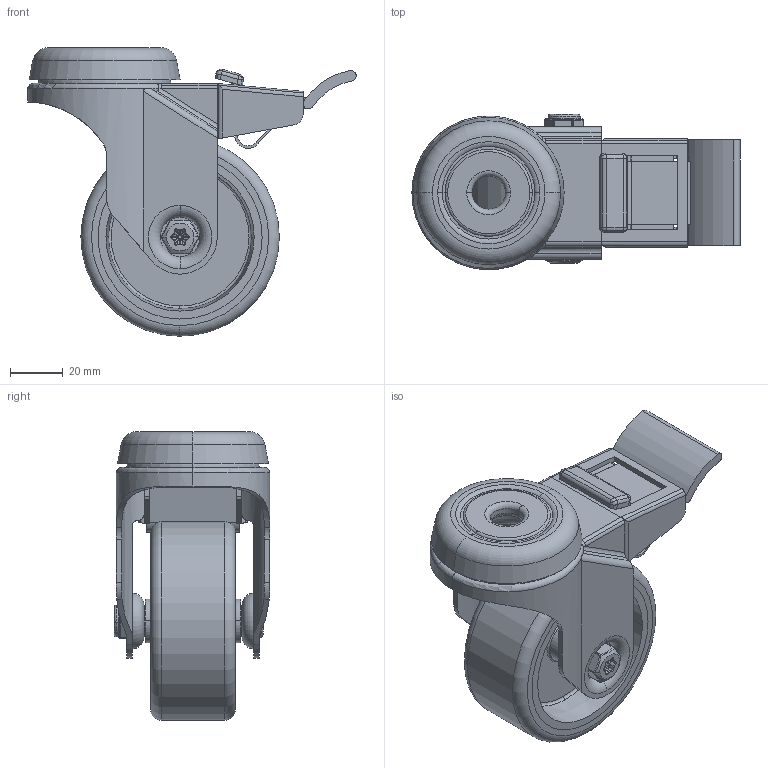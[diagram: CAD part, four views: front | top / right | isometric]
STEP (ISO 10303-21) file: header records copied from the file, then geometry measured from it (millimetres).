
FILE_DESCRIPTION(('STEP AP203'),'1');
FILE_NAME('BZM75GRBH12SWB.STEP','2023-06-05T13:28:47',(' '),(' '),'Spatial InterOp 3D',' ',' ');
FILE_SCHEMA(('CONFIG_CONTROL_DESIGN'));
Length unit declared in the file: metre
Products named in the file (18): BZM75ASBH12SWB; ZINC PLATED PRESSED STEEL HEAD; ZINC PLATED PRESSED STEEL FORKS; ZINC PLATED PRESSED STEEL BRAKE; BRAKE PAD; NYLON BRAKE PEDAL; BZM75GRBH12SWB; BZM75WGR; RUBBER TYRE; POLYPROPYLENE RIM; TUBEM10X37; ZINC PLATED AXLE TUBE; BOLTBZM8MM; ZINC PLATED AXLE BOLT; NYLOC NUT; NUT; RUBBER; NYLOCM8Z
Assembly tree (17 placements, depth 4):
  BZM75GRBH12SWB
    BZM75ASBH12SWB
      ZINC PLATED PRESSED STEEL HEAD
      ZINC PLATED PRESSED STEEL FORKS
      ZINC PLATED PRESSED STEEL BRAKE
      BRAKE PAD
      NYLON BRAKE PEDAL
    BZM75WGR
      RUBBER TYRE
      POLYPROPYLENE RIM
    TUBEM10X37
      ZINC PLATED AXLE TUBE
    BOLTBZM8MM
      ZINC PLATED AXLE BOLT
    NYLOCM8Z
      NYLOC NUT
        NUT
        RUBBER
Bounding box: 124 x 58.75 x 109 mm (x, y, z)
Volume: 136158.8 mm3; surface area: 86519.8 mm2
Topology: 11 solids, 11 shells, 621 faces, 1563 edges, 967 vertices
Faces by surface type: cylinder 264, plane 213, torus 74, sphere 40, bspline 16, cone 14
Entity records: 28960 total; most frequent: CARTESIAN_POINT 12798, DIRECTION 3466, ORIENTED_EDGE 3102, EDGE_CURVE 1551, AXIS2_PLACEMENT_3D 1399, VERTEX_POINT 967, CIRCLE 713, LINE 668
